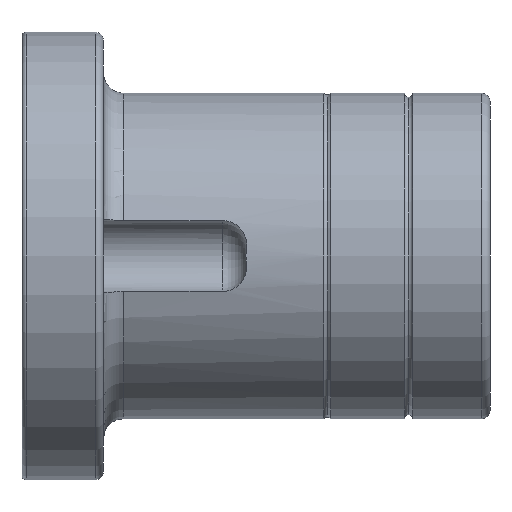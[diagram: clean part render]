
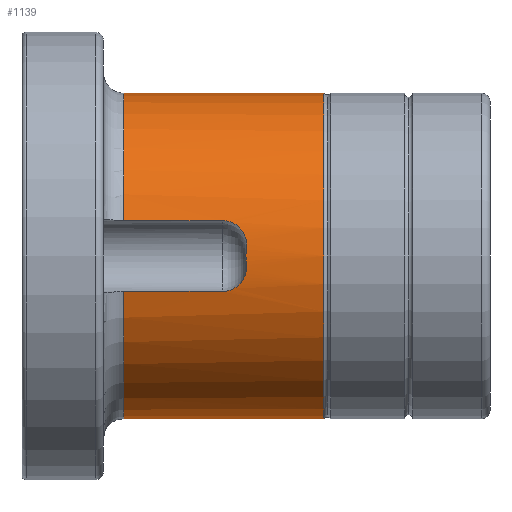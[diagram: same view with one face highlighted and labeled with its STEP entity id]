
A CAD part, front view. The second image highlights one B-rep face of the part: STEP entity #1139.
In plain terms, the highlighted cylindrical face has radius 40 mm (diameter 80 mm), a partial arc.
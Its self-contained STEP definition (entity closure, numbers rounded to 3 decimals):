
#8 = VERTEX_POINT ( 'NONE', #2650 ) ;
#35 = CARTESIAN_POINT ( 'NONE',  ( 58.09, -39.622, 5.503 ) ) ;
#101 = AXIS2_PLACEMENT_3D ( 'NONE', #2195, #963, #2647 ) ;
#123 = EDGE_CURVE ( 'NONE', #8, #534, #902, .T. ) ;
#158 = CARTESIAN_POINT ( 'NONE',  ( 56.068, -39.249, 7.717 ) ) ;
#169 = CARTESIAN_POINT ( 'NONE',  ( 58.626, -39.99, 1.036 ) ) ;
#216 = CARTESIAN_POINT ( 'NONE',  ( 54.714, -39.109, 8.398 ) ) ;
#263 = ORIENTED_EDGE ( 'NONE', *, *, #2287, .T. ) ;
#264 = ORIENTED_EDGE ( 'NONE', *, *, #123, .F. ) ;
#357 = CARTESIAN_POINT ( 'NONE',  ( 53.216, -39.04, 8.712 ) ) ;
#364 = CARTESIAN_POINT ( 'NONE',  ( 58.773, -39.922, -2.544 ) ) ;
#369 = FACE_OUTER_BOUND ( 'NONE', #2052, .T. ) ;
#407 = DIRECTION ( 'NONE',  ( 0., 0., 1. ) ) ;
#414 = CARTESIAN_POINT ( 'NONE',  ( 55.855, -39.222, -7.85 ) ) ;
#484 = CARTESIAN_POINT ( 'NONE',  ( 77.713, 0., 40. ) ) ;
#528 = B_SPLINE_CURVE_WITH_KNOTS ( 'NONE', 3,
 ( #1190, #2276, #635, #1449, #1870, #960, #1438, #414, #2067, #986, #835, #649, #2410, #2430, #2494, #2014, #2618, #1664, #1392, #364, #1791, #1050, #775, #2216, #169, #763, #1801, #558, #1384, #1240, #1178, #823, #35, #1262, #569, #770, #2003, #970, #621, #158, #1582, #1650, #216, #1852, #357, #2191 ),
 .UNSPECIFIED., .F., .F.,
 ( 4, 2, 2, 2, 2, 2, 2, 2, 2, 2, 2, 2, 2, 2, 2, 2, 2, 2, 2, 2, 2, 2, 4 ),
 ( 0., 0.002, 0.002, 0.003, 0.004, 0.005, 0.006, 0.008, 0.008, 0.009, 0.011, 0.012, 0.014, 0.014, 0.015, 0.017, 0.018, 0.019, 0.02, 0.021, 0.021, 0.023, 0.024 ),
 .UNSPECIFIED. ) ;
#534 = VERTEX_POINT ( 'NONE', #2655 ) ;
#558 = CARTESIAN_POINT ( 'NONE',  ( 58.759, -39.918, 2.569 ) ) ;
#569 = CARTESIAN_POINT ( 'NONE',  ( 57.536, -39.494, 6.347 ) ) ;
#570 = ORIENTED_EDGE ( 'NONE', *, *, #1572, .F. ) ;
#607 = CARTESIAN_POINT ( 'NONE',  ( 28.526, 0., 40. ) ) ;
#621 = CARTESIAN_POINT ( 'NONE',  ( 56.479, -39.306, 7.421 ) ) ;
#635 = CARTESIAN_POINT ( 'NONE',  ( 53.721, -39.054, -8.649 ) ) ;
#649 = CARTESIAN_POINT ( 'NONE',  ( 57.233, -39.43, -6.739 ) ) ;
#662 = VECTOR ( 'NONE', #1435, 1000. ) ;
#677 = LINE ( 'NONE', #1629, #2113 ) ;
#714 = VERTEX_POINT ( 'NONE', #2640 ) ;
#763 = CARTESIAN_POINT ( 'NONE',  ( 58.717, -39.96, 1.803 ) ) ;
#770 = CARTESIAN_POINT ( 'NONE',  ( 57.213, -39.429, 6.736 ) ) ;
#775 = CARTESIAN_POINT ( 'NONE',  ( 58.525, -40., -0.497 ) ) ;
#783 = CIRCLE ( 'NONE', #1076, 40. ) ;
#795 = AXIS2_PLACEMENT_3D ( 'NONE', #1934, #1103, #1733 ) ;
#818 = ORIENTED_EDGE ( 'NONE', *, *, #1245, .F. ) ;
#823 = CARTESIAN_POINT ( 'NONE',  ( 58.302, -39.683, 5.048 ) ) ;
#827 = VERTEX_POINT ( 'NONE', #1461 ) ;
#835 = CARTESIAN_POINT ( 'NONE',  ( 56.68, -39.337, -7.256 ) ) ;
#876 = ORIENTED_EDGE ( 'NONE', *, *, #1373, .F. ) ;
#902 = LINE ( 'NONE', #2493, #662 ) ;
#960 = CARTESIAN_POINT ( 'NONE',  ( 55.182, -39.151, -8.198 ) ) ;
#963 = DIRECTION ( 'NONE',  ( -1., 0., 0. ) ) ;
#970 = CARTESIAN_POINT ( 'NONE',  ( 56.674, -39.336, 7.262 ) ) ;
#986 = CARTESIAN_POINT ( 'NONE',  ( 56.482, -39.306, -7.419 ) ) ;
#997 = CARTESIAN_POINT ( 'NONE',  ( 28.526, 0., 0. ) ) ;
#1024 = DIRECTION ( 'NONE',  ( 1., 0., 0. ) ) ;
#1050 = CARTESIAN_POINT ( 'NONE',  ( 58.622, -39.991, -1.009 ) ) ;
#1076 = AXIS2_PLACEMENT_3D ( 'NONE', #997, #2657, #407 ) ;
#1103 = DIRECTION ( 'NONE',  ( -1., 0., 0. ) ) ;
#1139 = ADVANCED_FACE ( 'NONE', ( #369 ), #1402, .T. ) ;
#1178 = CARTESIAN_POINT ( 'NONE',  ( 58.613, -39.795, 4.078 ) ) ;
#1190 = CARTESIAN_POINT ( 'NONE',  ( 52.703, -39.04, -8.712 ) ) ;
#1214 = CIRCLE ( 'NONE', #795, 40. ) ;
#1240 = CARTESIAN_POINT ( 'NONE',  ( 58.705, -39.843, 3.581 ) ) ;
#1245 = EDGE_CURVE ( 'NONE', #534, #1286, #783, .T. ) ;
#1262 = CARTESIAN_POINT ( 'NONE',  ( 57.686, -39.526, 6.141 ) ) ;
#1277 = EDGE_CURVE ( 'NONE', #1286, #827, #677, .T. ) ;
#1286 = VERTEX_POINT ( 'NONE', #2461 ) ;
#1373 = EDGE_CURVE ( 'NONE', #827, #714, #528, .T. ) ;
#1384 = CARTESIAN_POINT ( 'NONE',  ( 58.756, -39.901, 2.824 ) ) ;
#1392 = CARTESIAN_POINT ( 'NONE',  ( 58.725, -39.864, -3.303 ) ) ;
#1402 = CYLINDRICAL_SURFACE ( 'NONE', #2000, 40. ) ;
#1435 = DIRECTION ( 'NONE',  ( -1., 0., 0. ) ) ;
#1438 = CARTESIAN_POINT ( 'NONE',  ( 55.411, -39.173, -8.091 ) ) ;
#1440 = ORIENTED_EDGE ( 'NONE', *, *, #2336, .F. ) ;
#1449 = CARTESIAN_POINT ( 'NONE',  ( 54.461, -39.095, -8.462 ) ) ;
#1457 = EDGE_CURVE ( 'NONE', #2106, #1954, #2198, .T. ) ;
#1461 = CARTESIAN_POINT ( 'NONE',  ( 52.703, -39.04, -8.712 ) ) ;
#1516 = VECTOR ( 'NONE', #2460, 1000. ) ;
#1572 = EDGE_CURVE ( 'NONE', #2108, #1954, #1214, .T. ) ;
#1582 = CARTESIAN_POINT ( 'NONE',  ( 55.851, -39.222, 7.853 ) ) ;
#1629 = CARTESIAN_POINT ( 'NONE',  ( 32.615, -39.04, -8.712 ) ) ;
#1650 = CARTESIAN_POINT ( 'NONE',  ( 55.184, -39.148, 8.214 ) ) ;
#1664 = CARTESIAN_POINT ( 'NONE',  ( 58.694, -39.843, -3.555 ) ) ;
#1733 = DIRECTION ( 'NONE',  ( 0., 0., 1. ) ) ;
#1791 = CARTESIAN_POINT ( 'NONE',  ( 58.745, -39.952, -2.032 ) ) ;
#1801 = CARTESIAN_POINT ( 'NONE',  ( 58.74, -39.948, 2.058 ) ) ;
#1852 = CARTESIAN_POINT ( 'NONE',  ( 53.721, -39.054, 8.649 ) ) ;
#1870 = CARTESIAN_POINT ( 'NONE',  ( 54.707, -39.112, -8.384 ) ) ;
#1928 = CARTESIAN_POINT ( 'NONE',  ( 28.526, -39.04, 8.712 ) ) ;
#1934 = CARTESIAN_POINT ( 'NONE',  ( 28.526, 0., 0. ) ) ;
#1954 = VERTEX_POINT ( 'NONE', #607 ) ;
#1966 = DIRECTION ( 'NONE',  ( 0., 0., 1. ) ) ;
#1969 = LINE ( 'NONE', #2485, #1516 ) ;
#2000 = AXIS2_PLACEMENT_3D ( 'NONE', #2620, #2635, #1966 ) ;
#2003 = CARTESIAN_POINT ( 'NONE',  ( 57.041, -39.397, 6.919 ) ) ;
#2014 = CARTESIAN_POINT ( 'NONE',  ( 58.539, -39.768, -4.305 ) ) ;
#2052 = EDGE_LOOP ( 'NONE', ( #264, #263, #2132, #570, #1440, #876, #2278, #818 ) ) ;
#2067 = CARTESIAN_POINT ( 'NONE',  ( 56.069, -39.249, -7.716 ) ) ;
#2075 = VECTOR ( 'NONE', #2084, 1000. ) ;
#2084 = DIRECTION ( 'NONE',  ( -1., 0., 0. ) ) ;
#2106 = VERTEX_POINT ( 'NONE', #484 ) ;
#2108 = VERTEX_POINT ( 'NONE', #1928 ) ;
#2113 = VECTOR ( 'NONE', #1024, 1000. ) ;
#2132 = ORIENTED_EDGE ( 'NONE', *, *, #1457, .T. ) ;
#2191 = CARTESIAN_POINT ( 'NONE',  ( 52.703, -39.04, 8.712 ) ) ;
#2195 = CARTESIAN_POINT ( 'NONE',  ( 77.713, 0., 0. ) ) ;
#2198 = LINE ( 'NONE', #2309, #2075 ) ;
#2216 = CARTESIAN_POINT ( 'NONE',  ( 58.528, -40., 0.525 ) ) ;
#2276 = CARTESIAN_POINT ( 'NONE',  ( 53.218, -39.04, -8.712 ) ) ;
#2278 = ORIENTED_EDGE ( 'NONE', *, *, #1277, .F. ) ;
#2287 = EDGE_CURVE ( 'NONE', #8, #2106, #2504, .T. ) ;
#2309 = CARTESIAN_POINT ( 'NONE',  ( 0., 0., 40. ) ) ;
#2336 = EDGE_CURVE ( 'NONE', #714, #2108, #1969, .T. ) ;
#2410 = CARTESIAN_POINT ( 'NONE',  ( 57.555, -39.495, -6.351 ) ) ;
#2430 = CARTESIAN_POINT ( 'NONE',  ( 58.099, -39.624, -5.487 ) ) ;
#2460 = DIRECTION ( 'NONE',  ( -1., 0., 0. ) ) ;
#2461 = CARTESIAN_POINT ( 'NONE',  ( 28.526, -39.04, -8.712 ) ) ;
#2485 = CARTESIAN_POINT ( 'NONE',  ( 32.615, -39.04, 8.712 ) ) ;
#2493 = CARTESIAN_POINT ( 'NONE',  ( 0., 0., -40. ) ) ;
#2494 = CARTESIAN_POINT ( 'NONE',  ( 58.31, -39.686, -5.029 ) ) ;
#2504 = CIRCLE ( 'NONE', #101, 40. ) ;
#2618 = CARTESIAN_POINT ( 'NONE',  ( 58.601, -39.795, -4.055 ) ) ;
#2620 = CARTESIAN_POINT ( 'NONE',  ( 0., 0., 0. ) ) ;
#2635 = DIRECTION ( 'NONE',  ( -1., 0., 0. ) ) ;
#2640 = CARTESIAN_POINT ( 'NONE',  ( 52.703, -39.04, 8.712 ) ) ;
#2647 = DIRECTION ( 'NONE',  ( 0., 0., 1. ) ) ;
#2650 = CARTESIAN_POINT ( 'NONE',  ( 77.713, 0., -40. ) ) ;
#2655 = CARTESIAN_POINT ( 'NONE',  ( 28.526, 0., -40. ) ) ;
#2657 = DIRECTION ( 'NONE',  ( -1., 0., 0. ) ) ;
